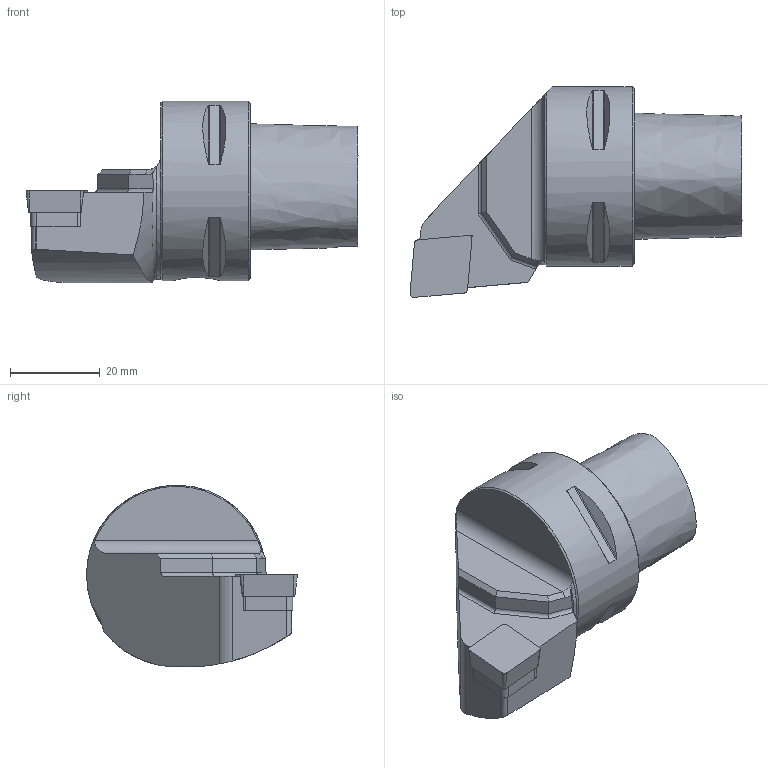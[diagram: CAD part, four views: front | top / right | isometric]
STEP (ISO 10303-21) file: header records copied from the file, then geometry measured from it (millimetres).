
FILE_DESCRIPTION(/* description */ (''),/* implementation_level */ '2;1');
FILE_NAME(/* name */ 'AC4 SCLCR 27050 12 H.stp',/* time_stamp */ '2024-11-15T16:03:26+03:00',/* author */ (''),/* organization */ (''),/* preprocessor_version */ 'ST-DEVELOPER v19.4',/* originating_system */ 'SIEMENS PLM Software NX2306.5001',/* authorisation */ '');
FILE_SCHEMA (('AUTOMOTIVE_DESIGN { 1 0 10303 214 3 1 1 1 }'));
Length unit declared in the file: millimetre
Products named in the file (1): AC4 SCLCR 27050 12 H-light_objects
Bounding box: 74 x 47 x 40.5 mm (x, y, z)
Volume: 54231.4 mm3; surface area: 10201.3 mm2
Topology: 2 solids, 2 shells, 81 faces, 207 edges, 135 vertices
Faces by surface type: plane 41, cylinder 25, cone 10, bspline 3, torus 2
Full cylindrical faces by diameter (mm): 4 x1, 10 x1, 40 x1
Entity records: 3260 total; most frequent: CARTESIAN_POINT 1257, ORIENTED_EDGE 382, DIRECTION 361, EDGE_CURVE 191, AXIS2_PLACEMENT_3D 133, VERTEX_POINT 129, EDGE_LOOP 95, LINE 95
